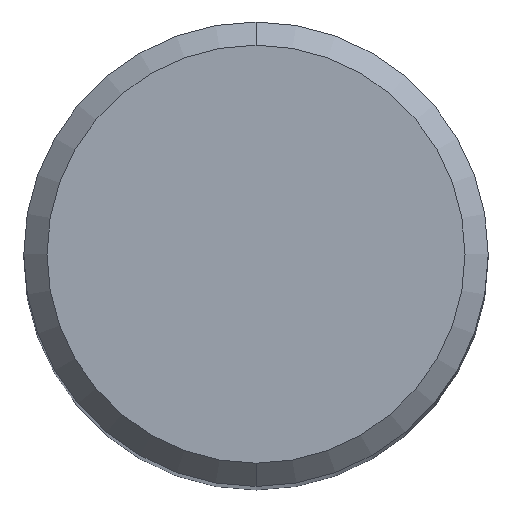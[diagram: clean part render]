
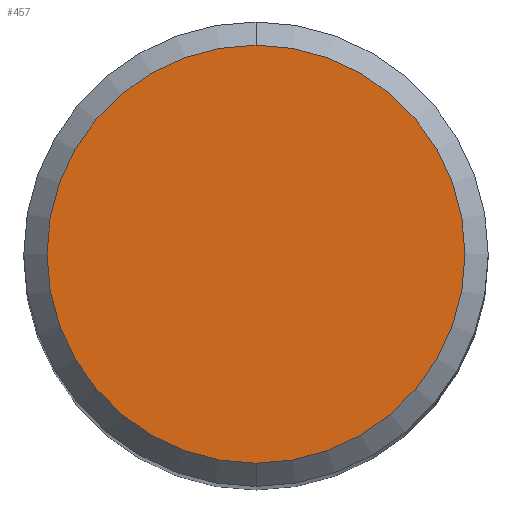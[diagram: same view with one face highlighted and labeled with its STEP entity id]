
A CAD part, top view. The second image highlights one B-rep face of the part: STEP entity #457.
In plain terms, the highlighted planar face has unit normal (0, 0, 1).
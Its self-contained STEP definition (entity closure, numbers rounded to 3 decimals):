
#197=VERTEX_POINT('',#506);
#233=VERTEX_POINT('',#547);
#283=EDGE_CURVE('',#197,#233,#602,.T.);
#317=EDGE_CURVE('',#233,#197,#640,.T.);
#457=ADVANCED_FACE('',(#792),#793,.T.);
#506=CARTESIAN_POINT('',(0.0,5.4,0.0));
#547=CARTESIAN_POINT('',(0.,-5.4,0.0));
#602=CIRCLE('',#1107,5.4);
#640=CIRCLE('',#1170,5.4);
#792=FACE_OUTER_BOUND('',#1497,.T.);
#793=PLANE('',#1498);
#1107=AXIS2_PLACEMENT_3D('',#1660,#1661,#1662);
#1170=AXIS2_PLACEMENT_3D('',#1712,#1713,#1714);
#1497=EDGE_LOOP('',(#1850,#1851));
#1498=AXIS2_PLACEMENT_3D('',#1852,#1853,#1854);
#1660=CARTESIAN_POINT('',(0.0,0.0,0.0));
#1661=DIRECTION('',(0.0,0.0,-1.0));
#1662=DIRECTION('',(0.0,1.0,0.0));
#1712=CARTESIAN_POINT('',(0.0,0.0,0.0));
#1713=DIRECTION('',(0.0,0.0,-1.0));
#1714=DIRECTION('',(0.0,1.0,0.0));
#1850=ORIENTED_EDGE('',*,*,#283,.F.);
#1851=ORIENTED_EDGE('',*,*,#317,.F.);
#1852=CARTESIAN_POINT('',(0.0,2.7,0.0));
#1853=DIRECTION('',(-0.0,0.0,1.0));
#1854=DIRECTION('',(0.0,-1.0,0.0));
